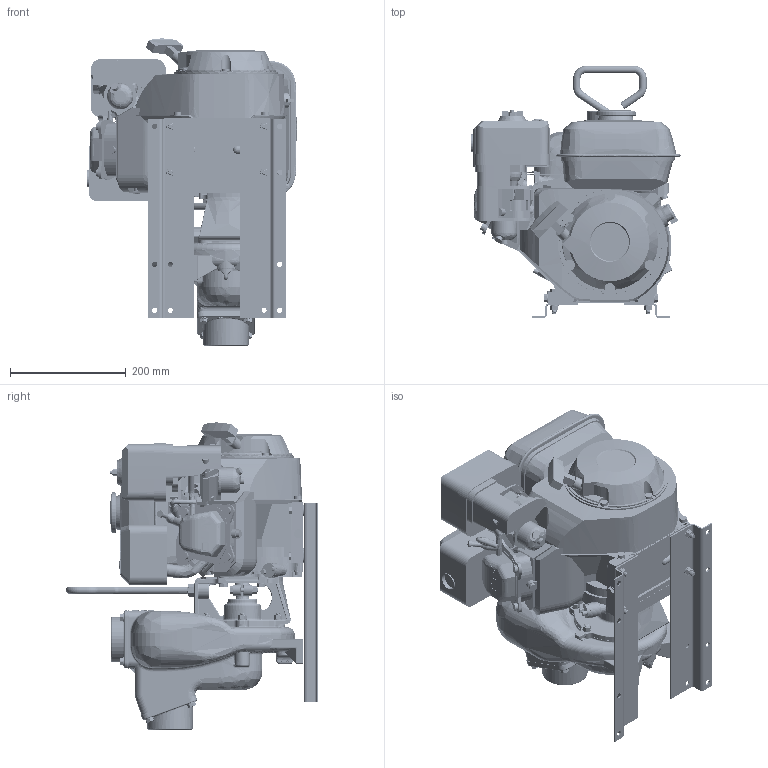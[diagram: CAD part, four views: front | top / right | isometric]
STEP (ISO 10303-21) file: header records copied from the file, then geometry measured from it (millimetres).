
FILE_DESCRIPTION(/* description */ ('2" PUMP HOUSING'),/* implementation_level */ '2;1');
FILE_NAME(/* name */ '200PH5-SS.stp',/* time_stamp */ '2014-10-10T12:53:36-04:00',/* author */ ('mclevenger'),/* organization */ (''),/* preprocessor_version */ 'ST-DEVELOPER v15.2',/* originating_system */ 'Autodesk Inventor 2014',/* authorisation */ '');
FILE_SCHEMA (('AUTOMOTIVE_DESIGN { 1 0 10303 214 3 1 1 }'));
Products named in the file (39): 17026SSX; 17000SS; 17002SS; 17014; 17017X; 17021; 17020; 18016; V07019; V07018; 17017; 17019; V10118; 17011SS; 17130SS; 17042; UV15163V; 12777SS; 17026SS; 15022; 17009B; 17010; 17018; 17004SS; 17006; 17008SS; V10119; 200XPOSSL; 17135SS; 17023A; 17023B; 17029; 17123; 200XPOSS; 17033; 17034; E5H; 17040; 200PH5-SS
Bounding box: 361.03 x 435.27 x 530.36 mm (x, y, z)
Volume: 18596656.8 mm3; surface area: 1704107.7 mm2
Topology: 91 solids, 94 shells, 9017 faces, 21629 edges, 12873 vertices
Faces by surface type: cylinder 2822, cone 2150, plane 2104, bspline 1529, torus 334, sphere 78
Full cylindrical faces by diameter (mm): 4.762 x3, 6 x1, 6.401 x16, 6.782 x1, 6.858 x2, 7.144 x1, 7.938 x10, 8 x3, 8.731 x8, 8.89 x4, 9.128 x12, 9.4 x2, 9.525 x18, 9.906 x1, 10 x1, 10.592 x1, 12 x2, 12.7 x8, 13 x5, 13.716 x2, 14.351 x2, 15 x3, 18 x1, 19.152 x1, 20 x2, 22 x1, 22.2 x1, 25.4 x4, 25.527 x1, 26 x2
Entity records: 252643 total; most frequent: CARTESIAN_POINT 125970, ORIENTED_EDGE 27416, DIRECTION 22788, EDGE_CURVE 13706, VERTEX_POINT 8665, AXIS2_PLACEMENT_3D 8389, EDGE_LOOP 6277, LINE 6010
